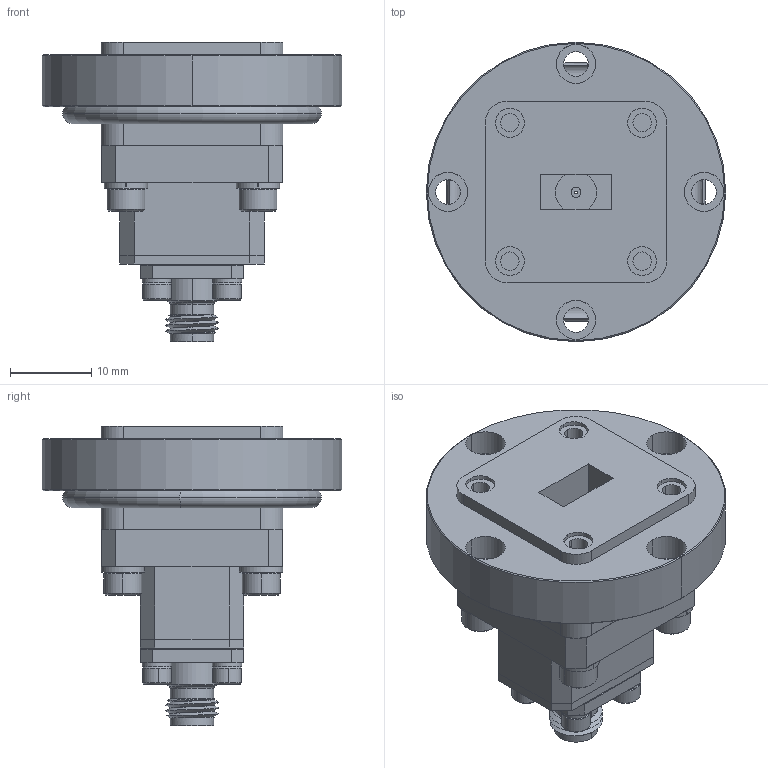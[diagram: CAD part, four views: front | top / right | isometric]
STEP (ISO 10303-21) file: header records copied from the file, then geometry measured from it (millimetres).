
FILE_DESCRIPTION (( 'STEP AP203' ), '1' );
FILE_NAME ('SWC-34KF-E1-WR, df.STEP', '2017-10-04T18:48:21', ( '' ), ( '' ), 'SwSTEP 2.0', 'SolidWorks 2013', '' );
FILE_SCHEMA (( 'CONFIG_CONTROL_DESIGN' ));
Length unit declared in the file: inch
Products named in the file (1): SWC-34KF-E1-WR, df
Bounding box: 36.83 x 36.83 x 36.79 mm (x, y, z)
Surface area: 7744 mm2 (no closed solid volume)
Topology: 0 solids, 21 shells, 345 faces, 855 edges, 550 vertices
Faces by surface type: plane 148, cone 100, cylinder 84, torus 11, bspline 2
Entity records: 11424 total; most frequent: CARTESIAN_POINT 3113, DIRECTION 1804, ORIENTED_EDGE 1529, EDGE_CURVE 855, AXIS2_PLACEMENT_3D 688, VERTEX_POINT 550, LINE 428, VECTOR 428
